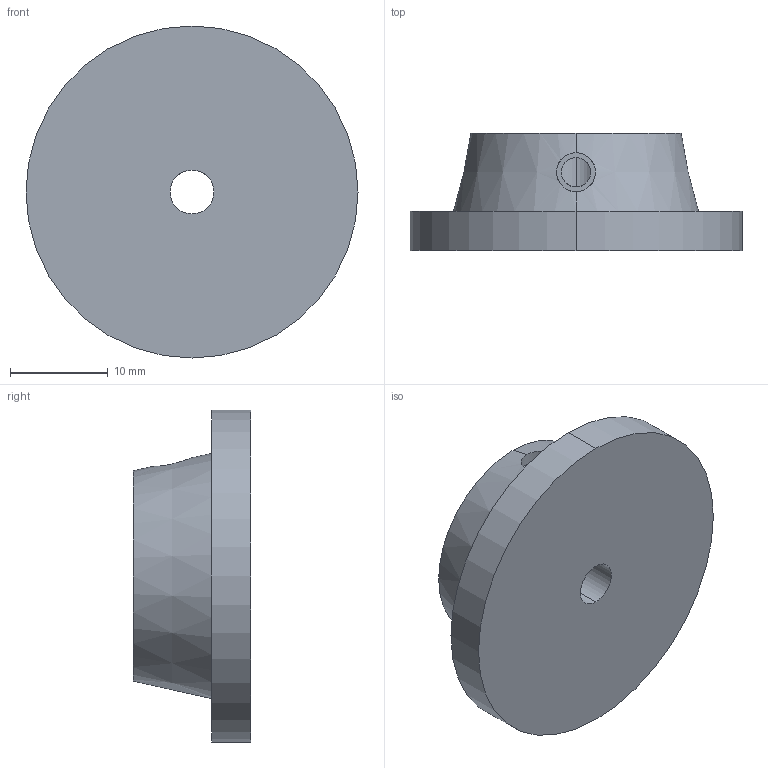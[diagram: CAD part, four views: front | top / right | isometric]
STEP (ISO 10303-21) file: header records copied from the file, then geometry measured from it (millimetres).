
FILE_DESCRIPTION (( 'STEP AP214' ), '1' );
FILE_NAME ('8-4 mm wheel.STEP', '2025-02-17T20:05:26', ( '' ), ( '' ), 'SwSTEP 2.0', 'SolidWorks 2023', '' );
FILE_SCHEMA (( 'AUTOMOTIVE_DESIGN' ));
Length unit declared in the file: millimetre
Products named in the file (1): 8-4 mm wheel
Bounding box: 34 x 12 x 34 mm (x, y, z)
Volume: 6286.7 mm3; surface area: 3202.2 mm2
Topology: 1 solids, 1 shells, 50 faces, 122 edges, 76 vertices
Faces by surface type: cylinder 25, cone 19, plane 6
Entity records: 1611 total; most frequent: CARTESIAN_POINT 359, DIRECTION 284, ORIENTED_EDGE 244, EDGE_CURVE 122, AXIS2_PLACEMENT_3D 119, VERTEX_POINT 76, CIRCLE 68, EDGE_LOOP 56
